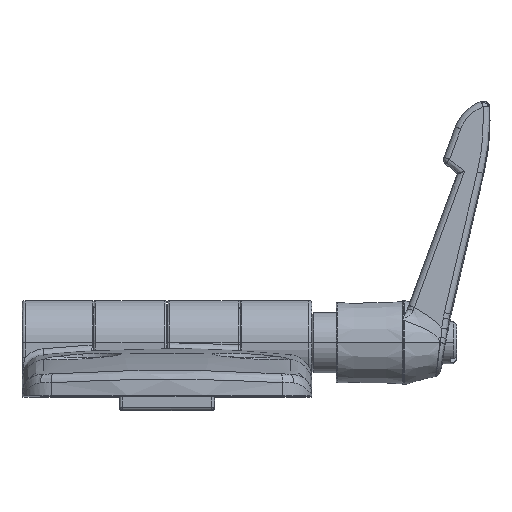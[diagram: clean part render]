
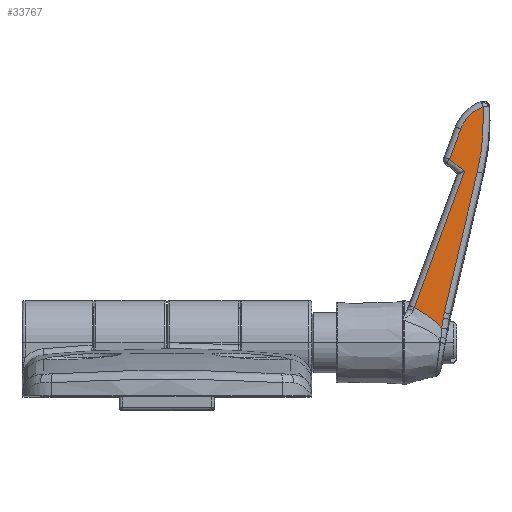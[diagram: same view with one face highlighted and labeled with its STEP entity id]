
A CAD part, top view. The second image highlights one B-rep face of the part: STEP entity #33767.
In plain terms, the highlighted planar face has unit normal (0, 0.037, 0.999).
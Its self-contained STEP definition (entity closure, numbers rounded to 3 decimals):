
#1068 = CARTESIAN_POINT ( 'NONE',  ( 49.78, 46.232, 3.85 ) ) ;
#1077 = ORIENTED_EDGE ( 'NONE', *, *, #26398, .F. ) ;
#1814 = CARTESIAN_POINT ( 'NONE',  ( 45.667, 12.412, 5.118 ) ) ;
#1956 = DIRECTION ( 'NONE',  ( 0., -0.037, -0.999 ) ) ;
#2156 = CARTESIAN_POINT ( 'NONE',  ( 43.346, 13.262, 5.086 ) ) ;
#3230 = CARTESIAN_POINT ( 'NONE',  ( 43.738, 22.247, 4.749 ) ) ;
#4593 = CARTESIAN_POINT ( 'NONE',  ( 52.093, 40.75, 4.056 ) ) ;
#4904 = CARTESIAN_POINT ( 'NONE',  ( 50.769, 47.129, 3.816 ) ) ;
#5363 = ORIENTED_EDGE ( 'NONE', *, *, #40260, .F. ) ;
#5977 = CARTESIAN_POINT ( 'NONE',  ( 43.373, 13.243, 5.087 ) ) ;
#7580 = CARTESIAN_POINT ( 'NONE',  ( 45.746, 12.956, 5.098 ) ) ;
#7588 = CARTESIAN_POINT ( 'NONE',  ( 47.416, 40.946, 4.048 ) ) ;
#7784 = CARTESIAN_POINT ( 'NONE',  ( 52.459, 46.126, 3.854 ) ) ;
#8446 = CARTESIAN_POINT ( 'NONE',  ( 51.394, 37.208, 4.188 ) ) ;
#8593 = VERTEX_POINT ( 'NONE', #40685 ) ;
#8705 = CARTESIAN_POINT ( 'NONE',  ( 51.945, 47.793, 3.792 ) ) ;
#9646 = CARTESIAN_POINT ( 'NONE',  ( 40.961, 14.743, 5.031 ) ) ;
#9741 = ORIENTED_EDGE ( 'NONE', *, *, #12731, .F. ) ;
#9801 = CARTESIAN_POINT ( 'NONE',  ( 44.298, 12.582, 5.112 ) ) ;
#10033 = CARTESIAN_POINT ( 'NONE',  ( 49.577, 29.437, 4.48 ) ) ;
#10102 = EDGE_CURVE ( 'NONE', #13551, #39823, #12521, .T. ) ;
#10298 = B_SPLINE_CURVE_WITH_KNOTS ( 'NONE', 3,
 ( #29863, #3230, #37463, #14695 ),
 .UNSPECIFIED., .F., .F.,
 ( 4, 4 ),
 ( 0., 1. ),
 .UNSPECIFIED. ) ;
#11021 = CARTESIAN_POINT ( 'NONE',  ( 49.264, 37.265, 4.186 ) ) ;
#11244 = CARTESIAN_POINT ( 'NONE',  ( 47.62, 38.598, 4.136 ) ) ;
#11339 = CARTESIAN_POINT ( 'NONE',  ( 45.925, 13.898, 5.063 ) ) ;
#11428 = CARTESIAN_POINT ( 'NONE',  ( 48.652, 44.31, 3.922 ) ) ;
#12100 = CARTESIAN_POINT ( 'NONE',  ( 52.372, 47.937, 3.786 ) ) ;
#12120 = EDGE_CURVE ( 'NONE', #39823, #29048, #38746, .T. ) ;
#12521 = B_SPLINE_CURVE_WITH_KNOTS ( 'NONE', 3,
 ( #45282, #14709, #11244, #37809 ),
 .UNSPECIFIED., .F., .F.,
 ( 4, 4 ),
 ( 0., 1. ),
 .UNSPECIFIED. ) ;
#12731 = EDGE_CURVE ( 'NONE', #21274, #8593, #36344, .T. ) ;
#13551 = VERTEX_POINT ( 'NONE', #11021 ) ;
#13618 = CARTESIAN_POINT ( 'NONE',  ( 45.494, 11.325, 5.159 ) ) ;
#14320 = ORIENTED_EDGE ( 'NONE', *, *, #39914, .F. ) ;
#14695 = CARTESIAN_POINT ( 'NONE',  ( 49.264, 37.265, 4.186 ) ) ;
#14709 = CARTESIAN_POINT ( 'NONE',  ( 48.442, 37.932, 4.161 ) ) ;
#15293 = CARTESIAN_POINT ( 'NONE',  ( 45.746, 12.956, 5.098 ) ) ;
#16171 = CARTESIAN_POINT ( 'NONE',  ( 48.652, 44.31, 3.922 ) ) ;
#16589 = EDGE_CURVE ( 'NONE', #35562, #8593, #33131, .T. ) ;
#16864 = PLANE ( 'NONE',  #45296 ) ;
#17049 = CARTESIAN_POINT ( 'NONE',  ( 45.583, 11.868, 5.139 ) ) ;
#17248 = CARTESIAN_POINT ( 'NONE',  ( 42.08, 14.102, 5.055 ) ) ;
#17629 = CARTESIAN_POINT ( 'NONE',  ( 47.754, 21.666, 4.771 ) ) ;
#18507 = CARTESIAN_POINT ( 'NONE',  ( 40.961, 14.743, 5.031 ) ) ;
#19065 = VERTEX_POINT ( 'NONE', #37122 ) ;
#20293 = CARTESIAN_POINT ( 'NONE',  ( 48.652, 44.31, 3.922 ) ) ;
#21075 = CARTESIAN_POINT ( 'NONE',  ( 43.078, 13.45, 5.079 ) ) ;
#21274 = VERTEX_POINT ( 'NONE', #7580 ) ;
#21734 = CARTESIAN_POINT ( 'NONE',  ( 45.925, 13.898, 5.063 ) ) ;
#23617 = ORIENTED_EDGE ( 'NONE', *, *, #10102, .F. ) ;
#23837 = CARTESIAN_POINT ( 'NONE',  ( 49.491, 45.879, 3.863 ) ) ;
#24710 = CARTESIAN_POINT ( 'NONE',  ( 53.5, 8.9, 5.25 ) ) ;
#24923 = CARTESIAN_POINT ( 'NONE',  ( 43.309, 13.289, 5.085 ) ) ;
#25160 = CARTESIAN_POINT ( 'NONE',  ( 51.394, 37.208, 4.188 ) ) ;
#26398 = EDGE_CURVE ( 'NONE', #19065, #30367, #27393, .T. ) ;
#27393 = B_SPLINE_CURVE_WITH_KNOTS ( 'NONE', 3,
 ( #12100, #7784, #27394, #4593, #31232, #8446 ),
 .UNSPECIFIED., .F., .F.,
 ( 4, 2, 4 ),
 ( 0., 0.5, 1. ),
 .UNSPECIFIED. ) ;
#27394 = CARTESIAN_POINT ( 'NONE',  ( 52.419, 44.327, 3.921 ) ) ;
#27669 = CARTESIAN_POINT ( 'NONE',  ( 50.418, 46.855, 3.827 ) ) ;
#28553 = DIRECTION ( 'NONE',  ( 0., 0.999, -0.037 ) ) ;
#28766 = CARTESIAN_POINT ( 'NONE',  ( 43.363, 13.251, 5.087 ) ) ;
#29048 = VERTEX_POINT ( 'NONE', #20293 ) ;
#29863 = CARTESIAN_POINT ( 'NONE',  ( 40.961, 14.743, 5.031 ) ) ;
#30102 = CARTESIAN_POINT ( 'NONE',  ( 51.394, 37.208, 4.188 ) ) ;
#30367 = VERTEX_POINT ( 'NONE', #30102 ) ;
#30971 = ORIENTED_EDGE ( 'NONE', *, *, #34199, .F. ) ;
#31232 = CARTESIAN_POINT ( 'NONE',  ( 51.807, 38.973, 4.122 ) ) ;
#31516 = CARTESIAN_POINT ( 'NONE',  ( 51.537, 47.601, 3.799 ) ) ;
#32249 = CARTESIAN_POINT ( 'NONE',  ( 45.746, 12.956, 5.098 ) ) ;
#32334 = ORIENTED_EDGE ( 'NONE', *, *, #12120, .F. ) ;
#32585 = CARTESIAN_POINT ( 'NONE',  ( 43.377, 13.24, 5.087 ) ) ;
#32592 = EDGE_CURVE ( 'NONE', #35562, #13551, #10298, .T. ) ;
#32781 = B_SPLINE_CURVE_WITH_KNOTS ( 'NONE', 3,
 ( #25160, #10033, #17629, #44202 ),
 .UNSPECIFIED., .F., .F.,
 ( 4, 4 ),
 ( 0., 1. ),
 .UNSPECIFIED. ) ;
#33131 = B_SPLINE_CURVE_WITH_KNOTS ( 'NONE', 3,
 ( #9646, #39996, #17248, #43810, #21075, #47657, #24923, #2156, #28766, #5977, #32585, #9801, #36393, #13618 ),
 .UNSPECIFIED., .F., .F.,
 ( 4, 1, 1, 1, 1, 1, 1, 2, 2, 4 ),
 ( 0., 0.25, 0.375, 0.437, 0.469, 0.484, 0.492, 0.496, 0.5, 1. ),
 .UNSPECIFIED. ) ;
#33760 = FACE_OUTER_BOUND ( 'NONE', #35088, .T. ) ;
#33767 = ADVANCED_FACE ( 'NONE', ( #33760 ), #16864, .F. ) ;
#34186 = CARTESIAN_POINT ( 'NONE',  ( 48.034, 42.628, 3.985 ) ) ;
#34199 = EDGE_CURVE ( 'NONE', #30367, #49369, #32781, .T. ) ;
#34211 = B_SPLINE_CURVE_WITH_KNOTS ( 'NONE', 3,
 ( #11339, #45537, #38074, #15293 ),
 .UNSPECIFIED., .F., .F.,
 ( 4, 4 ),
 ( 0., 1. ),
 .UNSPECIFIED. ) ;
#34627 = B_SPLINE_CURVE_WITH_KNOTS ( 'NONE', 3,
 ( #16171, #42735, #46578, #23837, #1068, #27669, #4904, #31516, #8705, #35293 ),
 .UNSPECIFIED., .F., .F.,
 ( 4, 2, 2, 2, 4 ),
 ( 0., 0.25, 0.5, 0.75, 1. ),
 .UNSPECIFIED. ) ;
#35088 = EDGE_LOOP ( 'NONE', ( #23617, #36551, #47115, #9741, #5363, #30971, #1077, #14320, #32334 ) ) ;
#35293 = CARTESIAN_POINT ( 'NONE',  ( 52.372, 47.937, 3.786 ) ) ;
#35562 = VERTEX_POINT ( 'NONE', #18507 ) ;
#36344 = B_SPLINE_CURVE_WITH_KNOTS ( 'NONE', 3,
 ( #32249, #1814, #17049, #43638 ),
 .UNSPECIFIED., .F., .F.,
 ( 4, 4 ),
 ( 0., 1. ),
 .UNSPECIFIED. ) ;
#36393 = CARTESIAN_POINT ( 'NONE',  ( 45.002, 11.945, 5.136 ) ) ;
#36551 = ORIENTED_EDGE ( 'NONE', *, *, #32592, .F. ) ;
#37122 = CARTESIAN_POINT ( 'NONE',  ( 52.372, 47.937, 3.786 ) ) ;
#37463 = CARTESIAN_POINT ( 'NONE',  ( 46.504, 29.755, 4.468 ) ) ;
#37809 = CARTESIAN_POINT ( 'NONE',  ( 46.798, 39.265, 4.111 ) ) ;
#37811 = CARTESIAN_POINT ( 'NONE',  ( 46.798, 39.265, 4.111 ) ) ;
#38074 = CARTESIAN_POINT ( 'NONE',  ( 45.792, 13.273, 5.086 ) ) ;
#38135 = CARTESIAN_POINT ( 'NONE',  ( 46.798, 39.265, 4.111 ) ) ;
#38746 = B_SPLINE_CURVE_WITH_KNOTS ( 'NONE', 3,
 ( #37811, #7588, #34186, #11428 ),
 .UNSPECIFIED., .F., .F.,
 ( 4, 4 ),
 ( 0., 1. ),
 .UNSPECIFIED. ) ;
#39823 = VERTEX_POINT ( 'NONE', #38135 ) ;
#39914 = EDGE_CURVE ( 'NONE', #29048, #19065, #34627, .T. ) ;
#39996 = CARTESIAN_POINT ( 'NONE',  ( 41.427, 14.484, 5.041 ) ) ;
#40260 = EDGE_CURVE ( 'NONE', #49369, #21274, #34211, .T. ) ;
#40685 = CARTESIAN_POINT ( 'NONE',  ( 45.494, 11.325, 5.159 ) ) ;
#42735 = CARTESIAN_POINT ( 'NONE',  ( 48.807, 44.733, 3.906 ) ) ;
#43638 = CARTESIAN_POINT ( 'NONE',  ( 45.494, 11.325, 5.159 ) ) ;
#43810 = CARTESIAN_POINT ( 'NONE',  ( 42.759, 13.665, 5.071 ) ) ;
#44202 = CARTESIAN_POINT ( 'NONE',  ( 45.925, 13.898, 5.063 ) ) ;
#45282 = CARTESIAN_POINT ( 'NONE',  ( 49.264, 37.265, 4.186 ) ) ;
#45296 = AXIS2_PLACEMENT_3D ( 'NONE', #24710, #1956, #28553 ) ;
#45537 = CARTESIAN_POINT ( 'NONE',  ( 45.851, 13.586, 5.074 ) ) ;
#46578 = CARTESIAN_POINT ( 'NONE',  ( 49.007, 45.131, 3.891 ) ) ;
#47115 = ORIENTED_EDGE ( 'NONE', *, *, #16589, .T. ) ;
#47657 = CARTESIAN_POINT ( 'NONE',  ( 43.233, 13.342, 5.083 ) ) ;
#49369 = VERTEX_POINT ( 'NONE', #21734 ) ;
